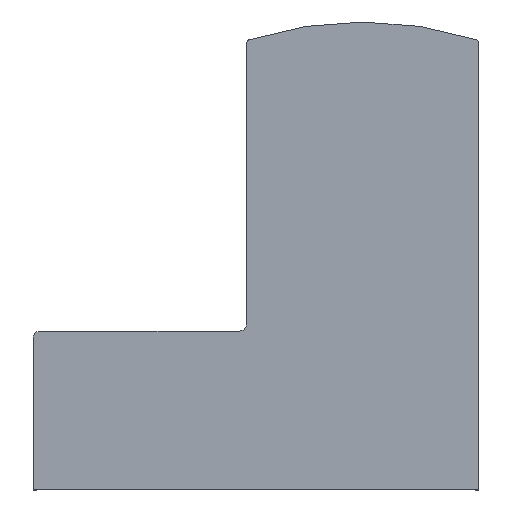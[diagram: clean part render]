
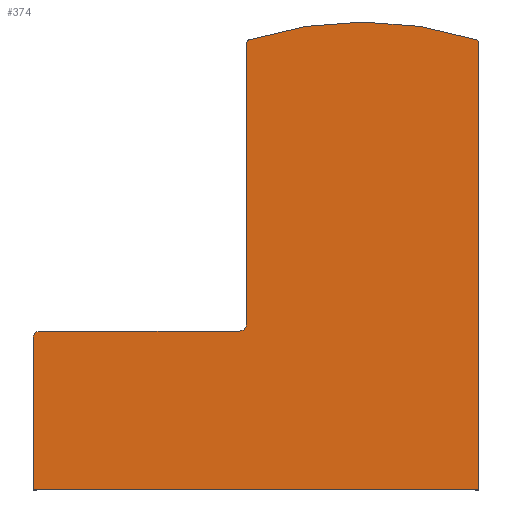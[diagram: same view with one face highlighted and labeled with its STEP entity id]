
A CAD part, top view. The second image highlights one B-rep face of the part: STEP entity #374.
In plain terms, the highlighted planar face has unit normal (0, 0, 1).
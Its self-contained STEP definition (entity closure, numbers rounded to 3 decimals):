
#10 = CARTESIAN_POINT ( 'NONE',  ( 0., 120.265, 6. ) ) ;
#13 = CARTESIAN_POINT ( 'NONE',  ( -62.5, 44.8, 6. ) ) ;
#38 = VECTOR ( 'NONE', #396, 1000. ) ;
#56 = DIRECTION ( 'NONE',  ( 1., 0., 0. ) ) ;
#68 = CIRCLE ( 'NONE', #828, 2. ) ;
#74 = DIRECTION ( 'NONE',  ( 0., 0., 1. ) ) ;
#84 = VECTOR ( 'NONE', #554, 1000. ) ;
#86 = ORIENTED_EDGE ( 'NONE', *, *, #749, .T. ) ;
#101 = VECTOR ( 'NONE', #728, 1000. ) ;
#109 = EDGE_CURVE ( 'NONE', #485, #887, #546, .T. ) ;
#118 = EDGE_CURVE ( 'NONE', #219, #359, #735, .T. ) ;
#128 = AXIS2_PLACEMENT_3D ( 'NONE', #677, #368, #454 ) ;
#131 = CARTESIAN_POINT ( 'NONE',  ( -31.25, 26., 6. ) ) ;
#133 = EDGE_CURVE ( 'NONE', #933, #868, #475, .T. ) ;
#137 = DIRECTION ( 'NONE',  ( -1., 0., 0. ) ) ;
#140 = AXIS2_PLACEMENT_3D ( 'NONE', #412, #268, #862 ) ;
#188 = ORIENTED_EDGE ( 'NONE', *, *, #264, .T. ) ;
#197 = LINE ( 'NONE', #707, #922 ) ;
#205 = EDGE_CURVE ( 'NONE', #731, #933, #440, .T. ) ;
#215 = CARTESIAN_POINT ( 'NONE',  ( 0., 0., 6. ) ) ;
#219 = VERTEX_POINT ( 'NONE', #381 ) ;
#255 = DIRECTION ( 'NONE',  ( 1., 0., 0. ) ) ;
#264 = EDGE_CURVE ( 'NONE', #716, #219, #68, .T. ) ;
#266 = CARTESIAN_POINT ( 'NONE',  ( -120., 0., 6. ) ) ;
#268 = DIRECTION ( 'NONE',  ( 0., 0., 1. ) ) ;
#280 = LINE ( 'NONE', #215, #498 ) ;
#286 = PLANE ( 'NONE',  #502 ) ;
#290 = VERTEX_POINT ( 'NONE', #924 ) ;
#292 = DIRECTION ( 'NONE',  ( 0., 0., -1. ) ) ;
#304 = EDGE_CURVE ( 'NONE', #359, #325, #197, .T. ) ;
#325 = VERTEX_POINT ( 'NONE', #846 ) ;
#338 = LINE ( 'NONE', #407, #84 ) ;
#359 = VERTEX_POINT ( 'NONE', #266 ) ;
#363 = DIRECTION ( 'NONE',  ( 0., 1., 0. ) ) ;
#368 = DIRECTION ( 'NONE',  ( 0., 0., 1. ) ) ;
#374 = ADVANCED_FACE ( 'NONE', ( #739 ), #286, .T. ) ;
#381 = CARTESIAN_POINT ( 'NONE',  ( -120., 40.8, 6. ) ) ;
#396 = DIRECTION ( 'NONE',  ( -1., 0., 0. ) ) ;
#397 = DIRECTION ( 'NONE',  ( 1., 0., 0. ) ) ;
#398 = CARTESIAN_POINT ( 'NONE',  ( -61.806, 121.217, 6. ) ) ;
#402 = EDGE_LOOP ( 'NONE', ( #596, #86, #823, #443, #880, #468, #757, #429, #188, #442 ) ) ;
#403 = AXIS2_PLACEMENT_3D ( 'NONE', #131, #427, #890 ) ;
#407 = CARTESIAN_POINT ( 'NONE',  ( -62.5, 120.265, 6. ) ) ;
#412 = CARTESIAN_POINT ( 'NONE',  ( -61.5, 120.265, 6. ) ) ;
#427 = DIRECTION ( 'NONE',  ( 0., 0., 1. ) ) ;
#429 = ORIENTED_EDGE ( 'NONE', *, *, #560, .T. ) ;
#440 = CIRCLE ( 'NONE', #128, 1. ) ;
#442 = ORIENTED_EDGE ( 'NONE', *, *, #118, .T. ) ;
#443 = ORIENTED_EDGE ( 'NONE', *, *, #133, .T. ) ;
#454 = DIRECTION ( 'NONE',  ( 1., 0., 0. ) ) ;
#468 = ORIENTED_EDGE ( 'NONE', *, *, #614, .T. ) ;
#475 = CIRCLE ( 'NONE', #403, 100. ) ;
#485 = VERTEX_POINT ( 'NONE', #13 ) ;
#489 = AXIS2_PLACEMENT_3D ( 'NONE', #817, #292, #137 ) ;
#498 = VECTOR ( 'NONE', #363, 1000. ) ;
#502 = AXIS2_PLACEMENT_3D ( 'NONE', #870, #74, #56 ) ;
#519 = CARTESIAN_POINT ( 'NONE',  ( -118., 42.8, 6. ) ) ;
#546 = CIRCLE ( 'NONE', #489, 2. ) ;
#554 = DIRECTION ( 'NONE',  ( 0., -1., 0. ) ) ;
#557 = CIRCLE ( 'NONE', #140, 1. ) ;
#560 = EDGE_CURVE ( 'NONE', #887, #716, #621, .T. ) ;
#593 = CARTESIAN_POINT ( 'NONE',  ( -120., 40.8, 6. ) ) ;
#596 = ORIENTED_EDGE ( 'NONE', *, *, #304, .T. ) ;
#614 = EDGE_CURVE ( 'NONE', #290, #485, #338, .T. ) ;
#621 = LINE ( 'NONE', #773, #38 ) ;
#629 = CARTESIAN_POINT ( 'NONE',  ( -0.694, 121.217, 6. ) ) ;
#642 = CARTESIAN_POINT ( 'NONE',  ( -118., 40.8, 6. ) ) ;
#661 = EDGE_CURVE ( 'NONE', #868, #290, #557, .T. ) ;
#677 = CARTESIAN_POINT ( 'NONE',  ( -1., 120.265, 6. ) ) ;
#707 = CARTESIAN_POINT ( 'NONE',  ( -120., 0., 6. ) ) ;
#716 = VERTEX_POINT ( 'NONE', #519 ) ;
#728 = DIRECTION ( 'NONE',  ( 0., -1., 0. ) ) ;
#731 = VERTEX_POINT ( 'NONE', #10 ) ;
#735 = LINE ( 'NONE', #593, #101 ) ;
#739 = FACE_OUTER_BOUND ( 'NONE', #402, .T. ) ;
#749 = EDGE_CURVE ( 'NONE', #325, #731, #280, .T. ) ;
#757 = ORIENTED_EDGE ( 'NONE', *, *, #109, .T. ) ;
#773 = CARTESIAN_POINT ( 'NONE',  ( -64.5, 42.8, 6. ) ) ;
#817 = CARTESIAN_POINT ( 'NONE',  ( -64.5, 44.8, 6. ) ) ;
#823 = ORIENTED_EDGE ( 'NONE', *, *, #205, .T. ) ;
#828 = AXIS2_PLACEMENT_3D ( 'NONE', #642, #921, #255 ) ;
#846 = CARTESIAN_POINT ( 'NONE',  ( 0., 0., 6. ) ) ;
#862 = DIRECTION ( 'NONE',  ( 1., 0., 0. ) ) ;
#868 = VERTEX_POINT ( 'NONE', #398 ) ;
#870 = CARTESIAN_POINT ( 'NONE',  ( -1., 120.265, 6. ) ) ;
#880 = ORIENTED_EDGE ( 'NONE', *, *, #661, .T. ) ;
#887 = VERTEX_POINT ( 'NONE', #923 ) ;
#890 = DIRECTION ( 'NONE',  ( 1., 0., 0. ) ) ;
#921 = DIRECTION ( 'NONE',  ( 0., 0., 1. ) ) ;
#922 = VECTOR ( 'NONE', #397, 1000. ) ;
#923 = CARTESIAN_POINT ( 'NONE',  ( -64.5, 42.8, 6. ) ) ;
#924 = CARTESIAN_POINT ( 'NONE',  ( -62.5, 120.265, 6. ) ) ;
#933 = VERTEX_POINT ( 'NONE', #629 ) ;
